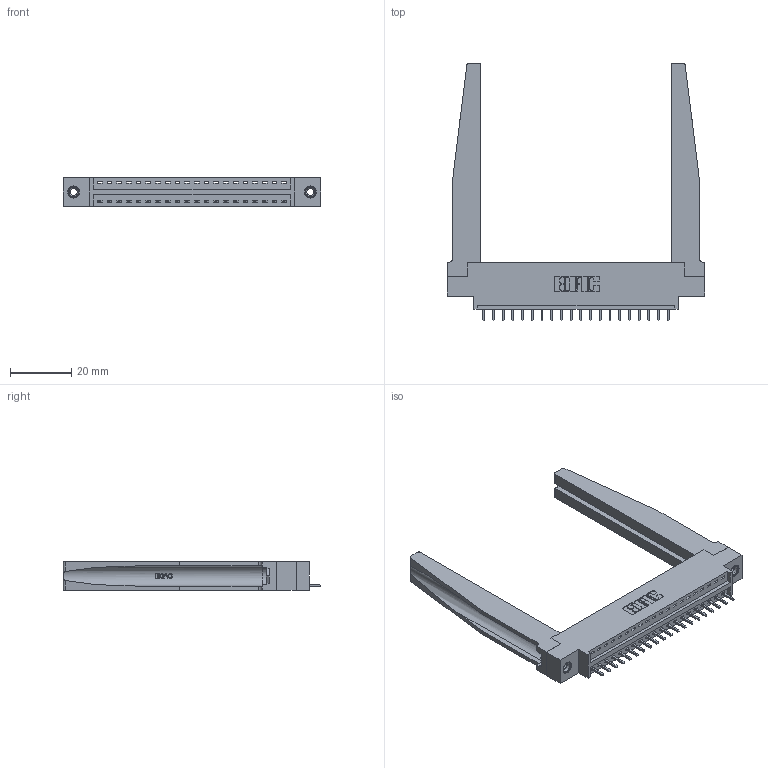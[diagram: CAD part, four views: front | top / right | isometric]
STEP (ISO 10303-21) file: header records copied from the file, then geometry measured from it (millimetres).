
FILE_DESCRIPTION (( 'STEP AP203' ), '1' );
FILE_NAME ('346-020-521-678.STEP', '2022-05-05T16:27:39', ( '' ), ( '' ), 'SwSTEP 2.0', 'SolidWorks 2020', '' );
FILE_SCHEMA (( 'CONFIG_CONTROL_DESIGN' ));
Length unit declared in the file: inch
Products named in the file (5): 346 Part_0.170 Offset - 0.156 Dia-TH; 346-020-521-678; 346-220-078_345-220-078; 345-292-001_345-293-121; 345-250-001_345-250-001-102
Assembly tree (25 placements, depth 2):
  346-020-521-678
    346 Part_0.170 Offset - 0.156 Dia-TH
    345-292-001_345-293-121  x20
    346-220-078_345-220-078  x2
    345-250-001_345-250-001-102  x2
Bounding box: 84.07 x 84.33 x 9.4 mm (x, y, z)
Volume: 14575.4 mm3; surface area: 15851.2 mm2
Topology: 25 solids, 25 shells, 1534 faces, 4505 edges, 2966 vertices
Faces by surface type: plane 1036, cylinder 446, bspline 36, cone 12, torus 4
Entity records: 20688 total; most frequent: CARTESIAN_POINT 4469, ORIENTED_EDGE 3310, DIRECTION 2953, EDGE_CURVE 1655, VECTOR 1349, LINE 1349, VERTEX_POINT 1096, AXIS2_PLACEMENT_3D 802
